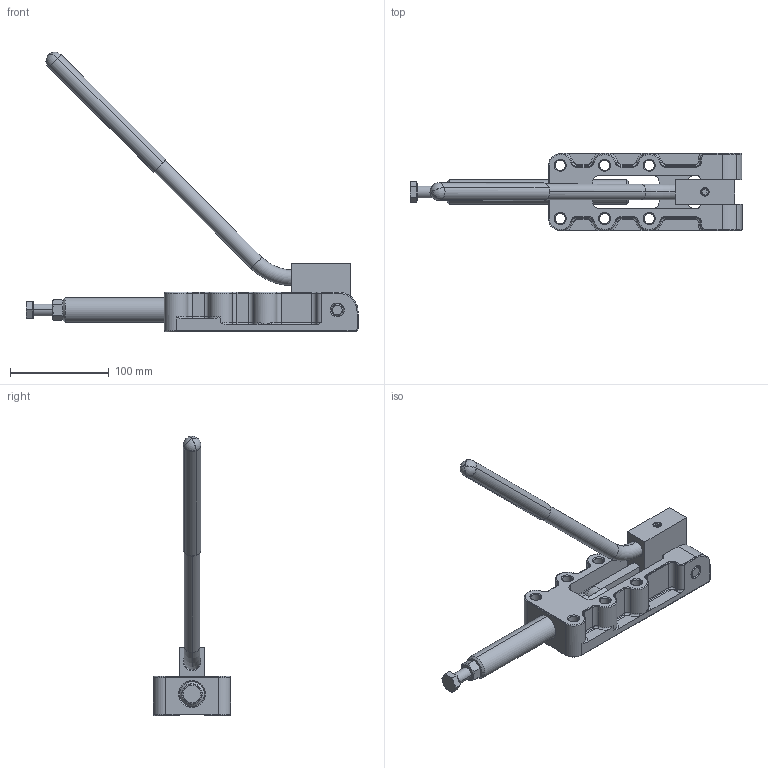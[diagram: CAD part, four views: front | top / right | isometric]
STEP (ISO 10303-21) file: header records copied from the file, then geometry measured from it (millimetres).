
FILE_DESCRIPTION((''),'2;1');
FILE_NAME('CP75-90.stp','2009-10-27T15:40:01',('David'),(''),'Autodesk Inventor 8','Autodesk Inventor 8','');
FILE_SCHEMA(('AUTOMOTIVE_DESIGN { 1 0 10303 214 1 1 1 1 }'));
Length unit declared in the file: millimetre
Products named in the file (8): CP75-90; CP75-90 BODY; CP75-90 LINK; CP75-90 HANDLE BLOCK ASSEMBLY; CP75-90 PLUNGER ASSEMBLY; ISO 4017  (Regular Thread) M12 x 50; ISO 4032 - M12; CP75-90 HANDLE ASSEMBLY
Assembly tree (7 placements, depth 2):
  CP75-90
    CP75-90 BODY
    CP75-90 LINK
    CP75-90 HANDLE BLOCK ASSEMBLY
    CP75-90 PLUNGER ASSEMBLY
    ISO 4017  (Regular Thread) M12 x 50
    ISO 4032 - M12
    CP75-90 HANDLE ASSEMBLY
Bounding box: 336 x 78 x 282.76 mm (x, y, z)
Volume: 557056.8 mm3; surface area: 139431.7 mm2
Topology: 7 solids, 8 shells, 442 faces, 1071 edges, 649 vertices
Faces by surface type: cylinder 162, cone 108, plane 91, bspline 49, torus 28, sphere 4
Entity records: 14566 total; most frequent: CARTESIAN_POINT 3884, DIRECTION 2382, ORIENTED_EDGE 2130, EDGE_CURVE 1065, AXIS2_PLACEMENT_3D 972, VERTEX_POINT 649, CIRCLE 564, EDGE_LOOP 488
